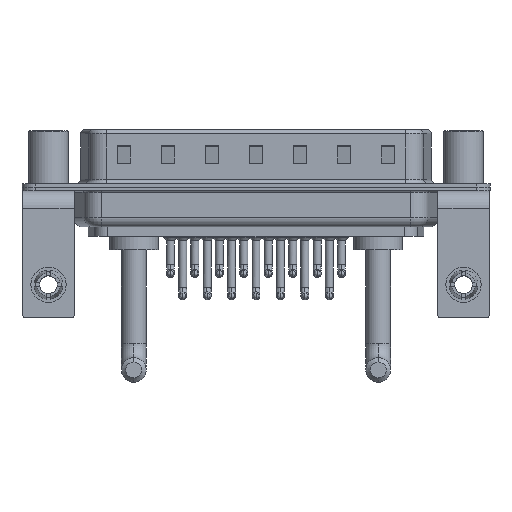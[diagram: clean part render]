
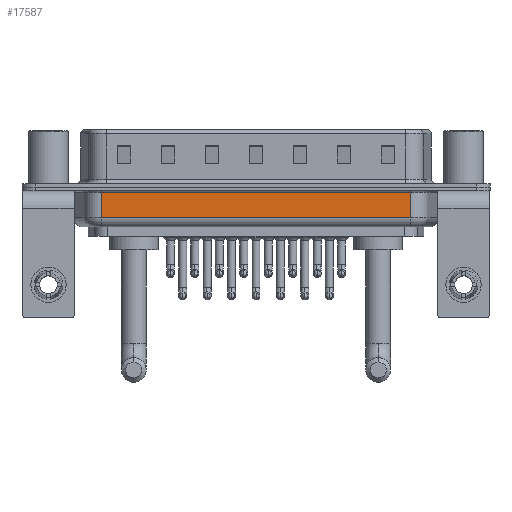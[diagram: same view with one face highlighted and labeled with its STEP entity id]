
A CAD part, front view. The second image highlights one B-rep face of the part: STEP entity #17587.
In plain terms, the highlighted planar face has unit normal (0, -1, 0).
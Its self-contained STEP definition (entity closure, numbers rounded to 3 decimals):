
#798 = CARTESIAN_POINT ( 'NONE',  ( 6.006, -5.35, -0.65 ) ) ;
#1606 = EDGE_CURVE ( 'NONE', #18505, #13476, #26582, .T. ) ;
#1667 = DIRECTION ( 'NONE',  ( 0., 0., 1. ) ) ;
#2456 = EDGE_CURVE ( 'NONE', #17643, #13476, #19309, .T. ) ;
#2472 = LINE ( 'NONE', #18022, #13807 ) ;
#3419 = LINE ( 'NONE', #12121, #16506 ) ;
#3432 = EDGE_LOOP ( 'NONE', ( #19184, #17238, #17784, #23608 ) ) ;
#4207 = CARTESIAN_POINT ( 'NONE',  ( 6.006, -5.35, -4.5 ) ) ;
#6215 = DIRECTION ( 'NONE',  ( 0., 1., 0. ) ) ;
#6320 = DIRECTION ( 'NONE',  ( -1., 0., 0. ) ) ;
#7915 = VERTEX_POINT ( 'NONE', #14425 ) ;
#9984 = DIRECTION ( 'NONE',  ( 1., 0., 0. ) ) ;
#11266 = DIRECTION ( 'NONE',  ( 0., 0., 1. ) ) ;
#11833 = VECTOR ( 'NONE', #6320, 1000. ) ;
#12096 = AXIS2_PLACEMENT_3D ( 'NONE', #4207, #6215, #1667 ) ;
#12121 = CARTESIAN_POINT ( 'NONE',  ( 6.006, -5.35, -3.5 ) ) ;
#13476 = VERTEX_POINT ( 'NONE', #798 ) ;
#13807 = VECTOR ( 'NONE', #17741, 1000. ) ;
#14425 = CARTESIAN_POINT ( 'NONE',  ( 41.044, -5.35, -3.5 ) ) ;
#14550 = EDGE_CURVE ( 'NONE', #18505, #7915, #3419, .T. ) ;
#16506 = VECTOR ( 'NONE', #9984, 1000. ) ;
#17238 = ORIENTED_EDGE ( 'NONE', *, *, #14550, .T. ) ;
#17317 = CARTESIAN_POINT ( 'NONE',  ( 6.006, -5.35, -0.65 ) ) ;
#17587 = ADVANCED_FACE ( 'NONE', ( #23260 ), #19201, .F. ) ;
#17643 = VERTEX_POINT ( 'NONE', #26082 ) ;
#17741 = DIRECTION ( 'NONE',  ( 0., 0., 1. ) ) ;
#17784 = ORIENTED_EDGE ( 'NONE', *, *, #24291, .T. ) ;
#18022 = CARTESIAN_POINT ( 'NONE',  ( 41.044, -5.35, -4.5 ) ) ;
#18505 = VERTEX_POINT ( 'NONE', #28148 ) ;
#19184 = ORIENTED_EDGE ( 'NONE', *, *, #1606, .F. ) ;
#19201 = PLANE ( 'NONE',  #12096 ) ;
#19309 = LINE ( 'NONE', #17317, #11833 ) ;
#19693 = CARTESIAN_POINT ( 'NONE',  ( 6.006, -5.35, -4.5 ) ) ;
#23260 = FACE_OUTER_BOUND ( 'NONE', #3432, .T. ) ;
#23608 = ORIENTED_EDGE ( 'NONE', *, *, #2456, .T. ) ;
#24291 = EDGE_CURVE ( 'NONE', #7915, #17643, #2472, .T. ) ;
#26082 = CARTESIAN_POINT ( 'NONE',  ( 41.044, -5.35, -0.65 ) ) ;
#26582 = LINE ( 'NONE', #19693, #27323 ) ;
#27323 = VECTOR ( 'NONE', #11266, 1000. ) ;
#28148 = CARTESIAN_POINT ( 'NONE',  ( 6.006, -5.35, -3.5 ) ) ;
